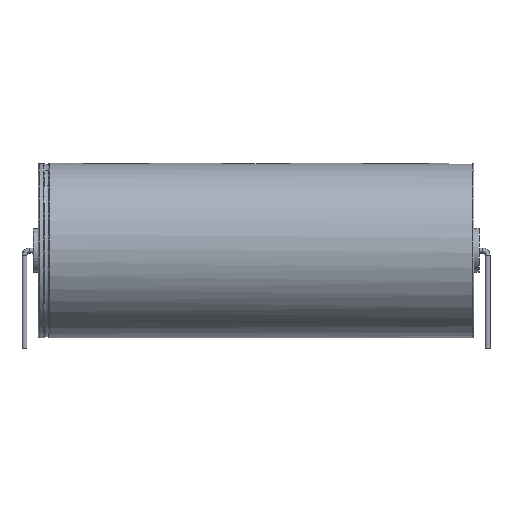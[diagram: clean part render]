
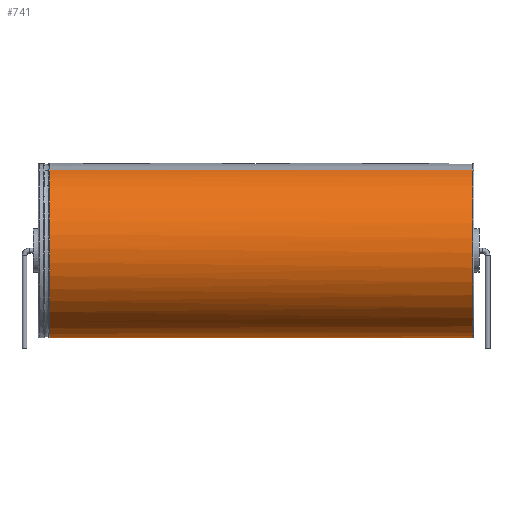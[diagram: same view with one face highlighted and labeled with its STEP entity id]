
A CAD part, front view. The second image highlights one B-rep face of the part: STEP entity #741.
In plain terms, the highlighted cylindrical face has radius 16 mm (diameter 32 mm), a partial arc.
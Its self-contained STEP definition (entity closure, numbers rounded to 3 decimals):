
#167=DIRECTION('',(-1.,0.,0.));
#181=DIRECTION('',(0.,0.383,0.924));
#284=VECTOR('',#285,1.);
#285=DIRECTION('',(1.,0.,0.));
#600=VERTEX_POINT('',#601);
#601=CARTESIAN_POINT('',(-37.865,6.123,30.782));
#611=ORIENTED_EDGE('',*,*,#612,.T.);
#612=EDGE_CURVE('',#600,#613,#615,.T.);
#613=VERTEX_POINT('',#614);
#614=CARTESIAN_POINT('',(-37.865,-6.123,30.782));
#615=B_SPLINE_CURVE_WITH_KNOTS('',13,(#616,#617,#618,#619,#620,#621,#622,#623,#624,#625,#626,#627,#628,#629,#630,#631,#632,#633,#634,#635,#636,#637,#638,#639,#640,#641,#642,#643,#644,#645,#646,#647,#648,#649,#650,#651,#652,#653),.UNSPECIFIED.,.F.,.F.,(14,12,12,14),(-3.748,0.,87.965,91.713),.UNSPECIFIED.);
#616=CARTESIAN_POINT('',(-37.865,2.66,32.216));
#617=CARTESIAN_POINT('',(-37.865,2.928,32.105));
#618=CARTESIAN_POINT('',(-37.865,3.196,31.994));
#619=CARTESIAN_POINT('',(-37.865,3.464,31.883));
#620=CARTESIAN_POINT('',(-37.865,3.731,31.773));
#621=CARTESIAN_POINT('',(-37.865,3.998,31.662));
#622=CARTESIAN_POINT('',(-37.865,4.265,31.552));
#623=CARTESIAN_POINT('',(-37.865,4.531,31.441));
#624=CARTESIAN_POINT('',(-37.865,4.797,31.331));
#625=CARTESIAN_POINT('',(-37.865,5.063,31.221));
#626=CARTESIAN_POINT('',(-37.865,5.328,31.111));
#627=CARTESIAN_POINT('',(-37.865,5.594,31.001));
#628=CARTESIAN_POINT('',(-37.865,5.858,30.892));
#629=CARTESIAN_POINT('',(-37.865,12.331,28.211));
#630=CARTESIAN_POINT('',(-37.865,17.458,22.777));
#631=CARTESIAN_POINT('',(-37.865,19.939,14.98));
#632=CARTESIAN_POINT('',(-37.865,18.554,6.316));
#633=CARTESIAN_POINT('',(-37.865,13.242,-0.996));
#634=CARTESIAN_POINT('',(-37.865,5.042,-5.648));
#635=CARTESIAN_POINT('',(-37.865,-5.042,-5.648));
#636=CARTESIAN_POINT('',(-37.865,-13.242,-0.996));
#637=CARTESIAN_POINT('',(-37.865,-18.554,6.316));
#638=CARTESIAN_POINT('',(-37.865,-19.939,14.98));
#639=CARTESIAN_POINT('',(-37.865,-17.458,22.777));
#640=CARTESIAN_POINT('',(-37.865,-12.331,28.211));
#641=CARTESIAN_POINT('',(-37.865,-5.858,30.892));
#642=CARTESIAN_POINT('',(-37.865,-5.594,31.001));
#643=CARTESIAN_POINT('',(-37.865,-5.328,31.111));
#644=CARTESIAN_POINT('',(-37.865,-5.063,31.221));
#645=CARTESIAN_POINT('',(-37.865,-4.797,31.331));
#646=CARTESIAN_POINT('',(-37.865,-4.531,31.441));
#647=CARTESIAN_POINT('',(-37.865,-4.265,31.552));
#648=CARTESIAN_POINT('',(-37.865,-3.998,31.662));
#649=CARTESIAN_POINT('',(-37.865,-3.731,31.773));
#650=CARTESIAN_POINT('',(-37.865,-3.464,31.883));
#651=CARTESIAN_POINT('',(-37.865,-3.196,31.994));
#652=CARTESIAN_POINT('',(-37.865,-2.928,32.105));
#653=CARTESIAN_POINT('',(-37.865,-2.66,32.216));
#741=ADVANCED_FACE('',(#742),#761,.T.);
#742=FACE_BOUND('',#743,.F.);
#743=EDGE_LOOP('',(#744,#611,#750,#756));
#744=ORIENTED_EDGE('',*,*,#745,.F.);
#745=EDGE_CURVE('',#600,#746,#748,.T.);
#746=VERTEX_POINT('',#747);
#747=CARTESIAN_POINT('',(39.8,6.123,30.782));
#748=LINE('',#749,#284);
#749=CARTESIAN_POINT('',(-38.,6.123,30.782));
#750=ORIENTED_EDGE('',*,*,#751,.T.);
#751=EDGE_CURVE('',#613,#752,#754,.T.);
#752=VERTEX_POINT('',#753);
#753=CARTESIAN_POINT('',(39.8,-6.123,30.782));
#754=LINE('',#755,#284);
#755=CARTESIAN_POINT('',(-38.,-6.123,30.782));
#756=ORIENTED_EDGE('',*,*,#757,.F.);
#757=EDGE_CURVE('',#746,#752,#758,.T.);
#758=CIRCLE('',#759,16.);
#759=AXIS2_PLACEMENT_3D('',#760,#167,#181);
#760=CARTESIAN_POINT('',(39.8,0.,16.));
#761=CYLINDRICAL_SURFACE('',#762,16.);
#762=AXIS2_PLACEMENT_3D('',#763,#285,#181);
#763=CARTESIAN_POINT('',(-38.,0.,16.));
